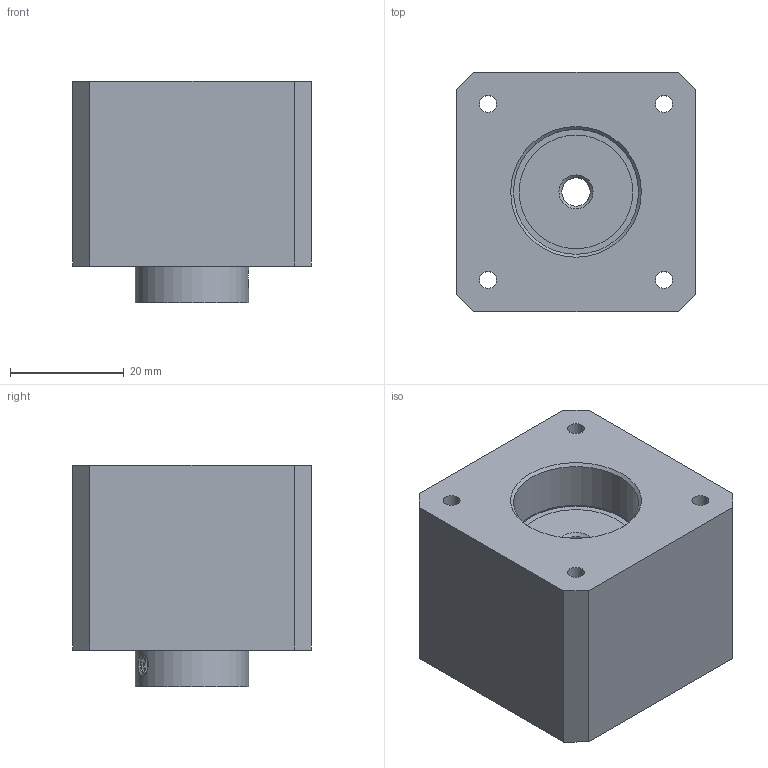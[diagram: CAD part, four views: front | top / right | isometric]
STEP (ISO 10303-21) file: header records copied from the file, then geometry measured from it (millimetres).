
FILE_DESCRIPTION(/* description */ (''),/* implementation_level */ '2;1');
FILE_NAME(/* name */ 'A05_OB_200327.step',/* time_stamp */ '2020-03-29T16:17:34+02:00',/* author */ (''),/* organization */ (''),/* preprocessor_version */ 'ST-DEVELOPER v18',/* originating_system */ 'Autodesk Translation Framework v8.12.0.6',/* authorisation */ '');
FILE_SCHEMA (('AUTOMOTIVE_DESIGN { 1 0 10303 214 3 1 1 }'));
Length unit declared in the file: millimetre
Products named in the file (8): A05_OB_200327; IKO_NTB2035AS; HI_GFM-2023-11; IKO_NTB2035AS_1; 5909K15; 5909K75; P0008_OB_200327; P0005_OB_200326
Assembly tree (11 placements, depth 3):
  A05_OB_200327
    IKO_NTB2035AS
      5909K75  x2
      5909K15
    HI_GFM-2023-11
    IKO_NTB2035AS_1
      5909K75  x2
      5909K15
    P0008_OB_200327
    P0005_OB_200326
Bounding box: 42 x 42 x 39.05 mm (x, y, z)
Volume: 51615.3 mm3; surface area: 29022.4 mm2
Topology: 35 solids, 35 shells, 378 faces, 987 edges, 684 vertices
Faces by surface type: cylinder 200, plane 144, bspline 17, torus 9, cone 8
Full cylindrical faces by diameter (mm): 2 x26, 3 x4, 3.332 x36, 4.109 x34, 5 x1, 10 x1, 20 x3, 20.04 x6, 22 x1, 23 x2, 30 x2, 35 x8
Entity records: 13626 total; most frequent: CARTESIAN_POINT 6934, ORIENTED_EDGE 1428, DIRECTION 1184, EDGE_CURVE 714, VERTEX_POINT 488, AXIS2_PLACEMENT_3D 464, EDGE_LOOP 324, FACE_OUTER_BOUND 267
